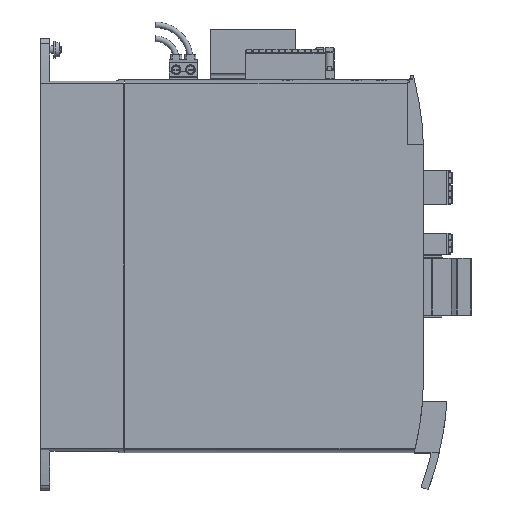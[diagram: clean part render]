
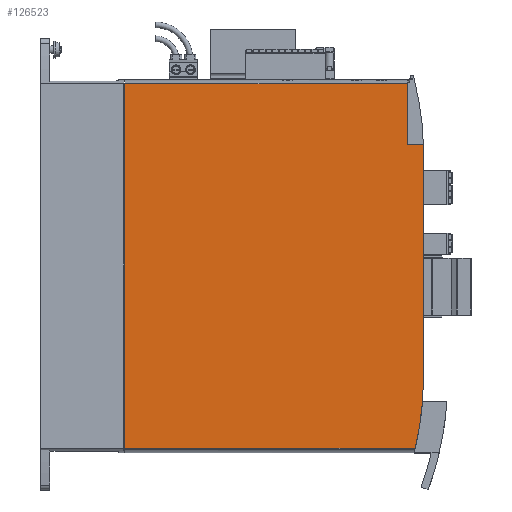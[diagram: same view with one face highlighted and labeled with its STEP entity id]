
A CAD part, top view. The second image highlights one B-rep face of the part: STEP entity #126523.
In plain terms, the highlighted planar face has unit normal (0, 0, 1).
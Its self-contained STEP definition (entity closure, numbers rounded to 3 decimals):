
#2500=LINE('',#169842,#13066);
#2715=LINE('',#170438,#13281);
#3341=LINE('',#172165,#13907);
#3342=LINE('',#172167,#13908);
#3343=LINE('',#172169,#13909);
#3344=LINE('',#172174,#13910);
#13066=VECTOR('',#141503,1000.);
#13281=VECTOR('',#141888,1000.);
#13907=VECTOR('',#143008,1000.);
#13908=VECTOR('',#143009,1000.);
#13909=VECTOR('',#143010,1000.);
#13910=VECTOR('',#143015,1000.);
#23139=PLANE('',#132444);
#26809=CIRCLE('',#131903,162.5);
#27262=CIRCLE('',#132445,162.5);
#27263=CIRCLE('',#132446,0.2);
#27264=CIRCLE('',#132447,0.8);
#31796=ORIENTED_EDGE('',*,*,#58747,.F.);
#31797=ORIENTED_EDGE('',*,*,#59587,.T.);
#31798=ORIENTED_EDGE('',*,*,#59588,.T.);
#31799=ORIENTED_EDGE('',*,*,#59589,.F.);
#31800=ORIENTED_EDGE('',*,*,#57851,.T.);
#31801=ORIENTED_EDGE('',*,*,#58449,.F.);
#31802=ORIENTED_EDGE('',*,*,#59590,.T.);
#31803=ORIENTED_EDGE('',*,*,#59591,.T.);
#31804=ORIENTED_EDGE('',*,*,#59592,.F.);
#31805=ORIENTED_EDGE('',*,*,#59593,.F.);
#57851=EDGE_CURVE('',#71741,#71740,#26809,.T.);
#58449=EDGE_CURVE('',#72335,#71740,#2500,.T.);
#58747=EDGE_CURVE('',#72631,#72632,#2715,.T.);
#59587=EDGE_CURVE('',#72631,#73464,#3341,.T.);
#59588=EDGE_CURVE('',#73464,#73465,#3342,.T.);
#59589=EDGE_CURVE('',#71741,#73465,#3343,.T.);
#59590=EDGE_CURVE('',#72335,#73466,#27262,.T.);
#59591=EDGE_CURVE('',#73466,#73467,#27263,.T.);
#59592=EDGE_CURVE('',#73468,#73467,#3344,.T.);
#59593=EDGE_CURVE('',#72632,#73468,#27264,.T.);
#71740=VERTEX_POINT('',#168607);
#71741=VERTEX_POINT('',#168609);
#72335=VERTEX_POINT('',#169841);
#72631=VERTEX_POINT('',#170437);
#72632=VERTEX_POINT('',#170439);
#73464=VERTEX_POINT('',#172166);
#73465=VERTEX_POINT('',#172168);
#73466=VERTEX_POINT('',#172171);
#73467=VERTEX_POINT('',#172173);
#73468=VERTEX_POINT('',#172175);
#81268=EDGE_LOOP('',(#31796,#31797,#31798,#31799,#31800,#31801,#31802,#31803,
#31804,#31805));
#87317=FACE_BOUND('',#81268,.T.);
#126523=ADVANCED_FACE('',(#87317),#23139,.F.);
#131903=AXIS2_PLACEMENT_3D('',#168608,#140683,#140684);
#132444=AXIS2_PLACEMENT_3D('',#172164,#143006,#143007);
#132445=AXIS2_PLACEMENT_3D('',#172170,#143011,#143012);
#132446=AXIS2_PLACEMENT_3D('',#172172,#143013,#143014);
#132447=AXIS2_PLACEMENT_3D('',#172176,#143016,#143017);
#140683=DIRECTION('',(0.,0.,1.));
#140684=DIRECTION('',(1.,0.,0.));
#141503=DIRECTION('',(0.,-1.,0.));
#141888=DIRECTION('',(0.,-1.,0.));
#143006=DIRECTION('',(0.,0.,-1.));
#143007=DIRECTION('',(-1.,0.,0.));
#143008=DIRECTION('',(-1.,0.,0.));
#143009=DIRECTION('',(0.,-1.,0.));
#143010=DIRECTION('',(-1.,0.,0.));
#143011=DIRECTION('',(0.,0.,1.));
#143012=DIRECTION('',(1.,0.,0.));
#143013=DIRECTION('',(0.,0.,1.));
#143014=DIRECTION('',(1.,0.,0.));
#143015=DIRECTION('',(1.,0.,0.));
#143016=DIRECTION('',(0.,0.,1.));
#143017=DIRECTION('',(1.,0.,0.));
#168607=CARTESIAN_POINT('',(205.25,-60.,30.));
#168608=CARTESIAN_POINT('',(42.75,-60.,30.));
#168609=CARTESIAN_POINT('',(200.806,-97.742,30.));
#169841=CARTESIAN_POINT('',(205.25,60.,30.));
#169842=CARTESIAN_POINT('',(205.25,97.732,30.));
#170437=CARTESIAN_POINT('',(196.7,97.732,30.));
#170438=CARTESIAN_POINT('',(196.7,100.,30.));
#170439=CARTESIAN_POINT('',(196.7,65.8,30.));
#172164=CARTESIAN_POINT('',(205.25,97.732,30.));
#172165=CARTESIAN_POINT('',(205.25,97.732,30.));
#172166=CARTESIAN_POINT('',(45.,97.732,30.));
#172167=CARTESIAN_POINT('',(45.,97.732,30.));
#172168=CARTESIAN_POINT('',(45.,-97.742,30.));
#172169=CARTESIAN_POINT('',(205.25,-97.742,30.));
#172170=CARTESIAN_POINT('',(42.75,60.,30.));
#172171=CARTESIAN_POINT('',(205.174,64.957,30.));
#172172=CARTESIAN_POINT('',(205.05,64.8,30.));
#172173=CARTESIAN_POINT('',(205.05,65.,30.));
#172174=CARTESIAN_POINT('',(197.5,65.,30.));
#172175=CARTESIAN_POINT('',(197.5,65.,30.));
#172176=CARTESIAN_POINT('',(197.5,65.8,30.));
